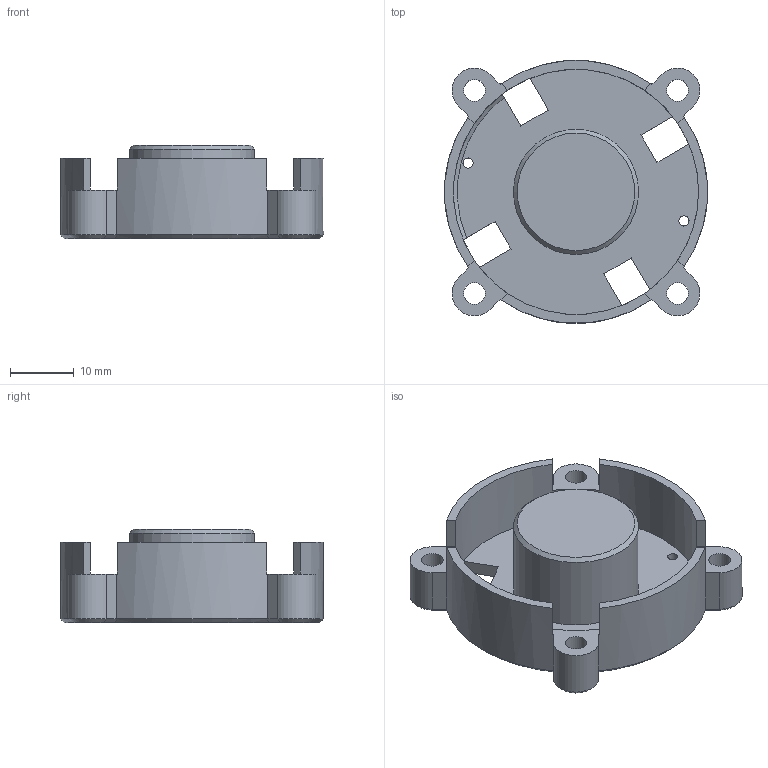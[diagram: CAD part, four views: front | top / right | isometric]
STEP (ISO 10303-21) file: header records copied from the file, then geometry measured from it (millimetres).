
FILE_DESCRIPTION(/* description */ (''),/* implementation_level */ '2;1');
FILE_NAME(/* name */ 'B-Panel_LED_Rear_Cap_3-B.stp',/* time_stamp */ '2020-09-25T18:35:31-07:00',/* author */ (''),/* organization */ (''),/* preprocessor_version */ 'ST-DEVELOPER v18.1',/* originating_system */ 'Autodesk Translation Framework v9.3.0.1241',/* authorisation */ '');
FILE_SCHEMA (('AUTOMOTIVE_DESIGN { 1 0 10303 214 3 1 1 }'));
Length unit declared in the file: millimetre
Products named in the file (1): Rear Cap
Bounding box: 41.2 x 41.2 x 14.6 mm (x, y, z)
Volume: 8571.8 mm3; surface area: 6744.7 mm2
Topology: 1 solids, 1 shells, 73 faces, 205 edges, 131 vertices
Faces by surface type: plane 47, cylinder 16, cone 10
Full cylindrical faces by diameter (mm): 1.6 x2, 3.4 x4, 19.6 x1, 38.4 x1
Entity records: 2428 total; most frequent: CARTESIAN_POINT 438, ORIENTED_EDGE 410, DIRECTION 409, EDGE_CURVE 205, AXIS2_PLACEMENT_3D 140, VERTEX_POINT 131, LINE 129, VECTOR 129
